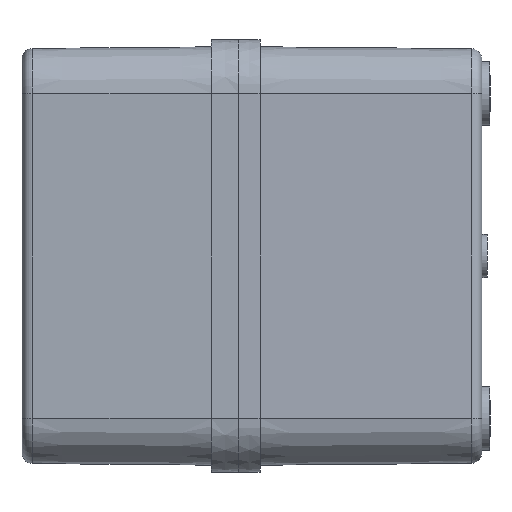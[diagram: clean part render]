
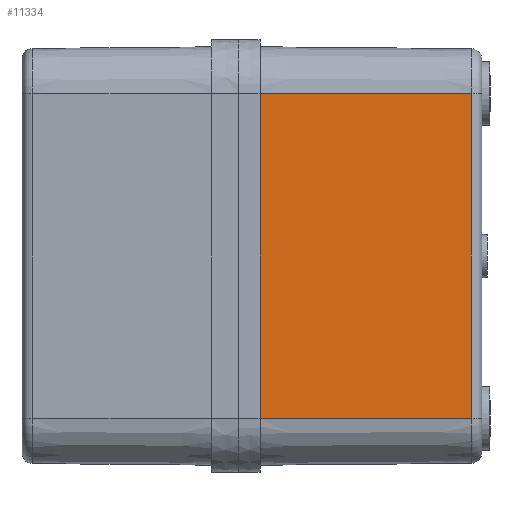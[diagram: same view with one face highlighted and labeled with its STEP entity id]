
A CAD part, left-side view. The second image highlights one B-rep face of the part: STEP entity #11334.
In plain terms, the highlighted planar face has unit normal (-1, -0.009, 0).
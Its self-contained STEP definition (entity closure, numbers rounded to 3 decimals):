
#414 = LINE ( 'NONE', #9597, #4465 ) ;
#526 = ORIENTED_EDGE ( 'NONE', *, *, #4458, .F. ) ;
#902 = LINE ( 'NONE', #8533, #1270 ) ;
#1270 = VECTOR ( 'NONE', #1678, 1000. ) ;
#1678 = DIRECTION ( 'NONE',  ( 0., 0., 1. ) ) ;
#2299 = VECTOR ( 'NONE', #7722, 1000. ) ;
#2827 = EDGE_CURVE ( 'NONE', #10373, #10904, #9900, .T. ) ;
#2841 = CARTESIAN_POINT ( 'NONE',  ( -53.325, -43.017, -30. ) ) ;
#3409 = EDGE_LOOP ( 'NONE', ( #4542, #3537, #10224, #526 ) ) ;
#3537 = ORIENTED_EDGE ( 'NONE', *, *, #8045, .T. ) ;
#3550 = VERTEX_POINT ( 'NONE', #2841 ) ;
#3587 = CARTESIAN_POINT ( 'NONE',  ( -53.7, 0., -30. ) ) ;
#3979 = CARTESIAN_POINT ( 'NONE',  ( -53.7, 0., -30. ) ) ;
#4458 = EDGE_CURVE ( 'NONE', #8208, #10904, #414, .T. ) ;
#4465 = VECTOR ( 'NONE', #6917, 1000. ) ;
#4542 = ORIENTED_EDGE ( 'NONE', *, *, #9139, .F. ) ;
#4737 = CARTESIAN_POINT ( 'NONE',  ( -53.665, -4., -30. ) ) ;
#4789 = DIRECTION ( 'NONE',  ( -0.009, 1., 0. ) ) ;
#5686 = CARTESIAN_POINT ( 'NONE',  ( -53.665, -4., 30. ) ) ;
#6140 = PLANE ( 'NONE',  #9456 ) ;
#6410 = LINE ( 'NONE', #3587, #6639 ) ;
#6639 = VECTOR ( 'NONE', #4789, 1000. ) ;
#6917 = DIRECTION ( 'NONE',  ( 0., 0., 1. ) ) ;
#7722 = DIRECTION ( 'NONE',  ( -0.009, 1., 0. ) ) ;
#7952 = CARTESIAN_POINT ( 'NONE',  ( -53.325, -43.017, 30. ) ) ;
#8045 = EDGE_CURVE ( 'NONE', #3550, #10373, #902, .T. ) ;
#8085 = DIRECTION ( 'NONE',  ( -1., -0.009, 0. ) ) ;
#8208 = VERTEX_POINT ( 'NONE', #4737 ) ;
#8533 = CARTESIAN_POINT ( 'NONE',  ( -53.325, -43.017, 30. ) ) ;
#8948 = DIRECTION ( 'NONE',  ( 0.009, -1., 0. ) ) ;
#9139 = EDGE_CURVE ( 'NONE', #3550, #8208, #6410, .T. ) ;
#9456 = AXIS2_PLACEMENT_3D ( 'NONE', #3979, #8085, #8948 ) ;
#9597 = CARTESIAN_POINT ( 'NONE',  ( -53.665, -4., -30. ) ) ;
#9900 = LINE ( 'NONE', #11164, #2299 ) ;
#10224 = ORIENTED_EDGE ( 'NONE', *, *, #2827, .T. ) ;
#10373 = VERTEX_POINT ( 'NONE', #7952 ) ;
#10756 = FACE_OUTER_BOUND ( 'NONE', #3409, .T. ) ;
#10904 = VERTEX_POINT ( 'NONE', #5686 ) ;
#11164 = CARTESIAN_POINT ( 'NONE',  ( -53.7, 0., 30. ) ) ;
#11334 = ADVANCED_FACE ( 'NONE', ( #10756 ), #6140, .T. ) ;
